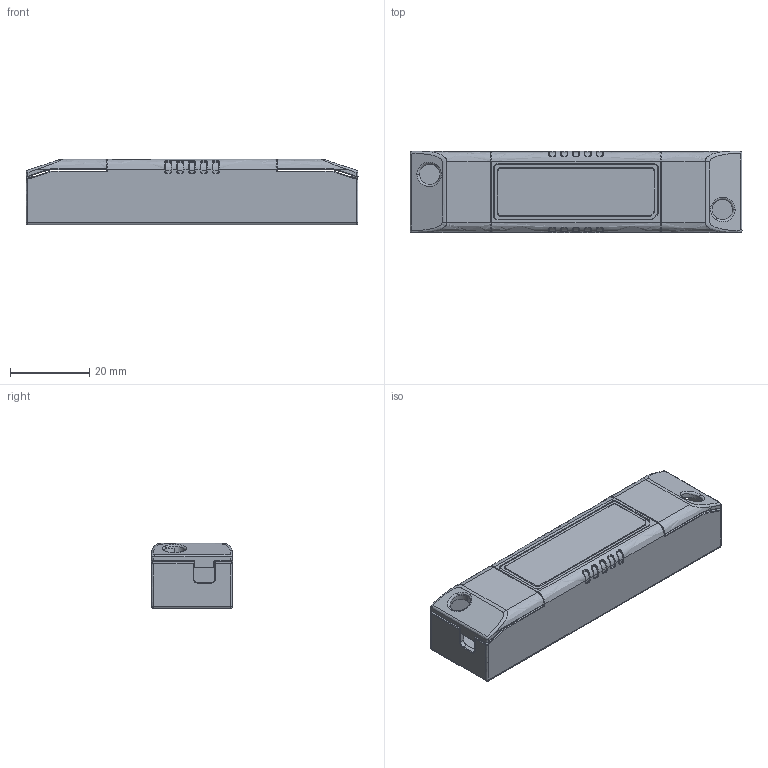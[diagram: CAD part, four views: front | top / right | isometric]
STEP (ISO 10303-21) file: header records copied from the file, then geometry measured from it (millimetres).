
FILE_DESCRIPTION(/* description */ (''),/* implementation_level */ '2;1');
FILE_NAME(/* name */ '3W6W新~2',/* time_stamp */ '2023-06-23T14:40:49+08:00',/* author */ (''),/* organization */ (''),/* preprocessor_version */ 'ST-DEVELOPER v16.5',/* originating_system */ '',/* authorisation */ '');
FILE_SCHEMA (('AUTOMOTIVE_DESIGN'));
Length unit declared in the file: millimetre
Products named in the file (1): Document
Bounding box: 84 x 20.5 x 16.5 mm (x, y, z)
Volume: 22499.4 mm3; surface area: 9268.5 mm2
Topology: 3 solids, 3 shells, 437 faces, 1085 edges, 652 vertices
Faces by surface type: bspline 339, plane 98
Entity records: 21408 total; most frequent: CARTESIAN_POINT 14649, ORIENTED_EDGE 2162, EDGE_CURVE 1081, B_SPLINE_CURVE_WITH_KNOTS 966, VERTEX_POINT 652, EDGE_LOOP 443, ADVANCED_FACE 437, FACE_OUTER_BOUND 437
